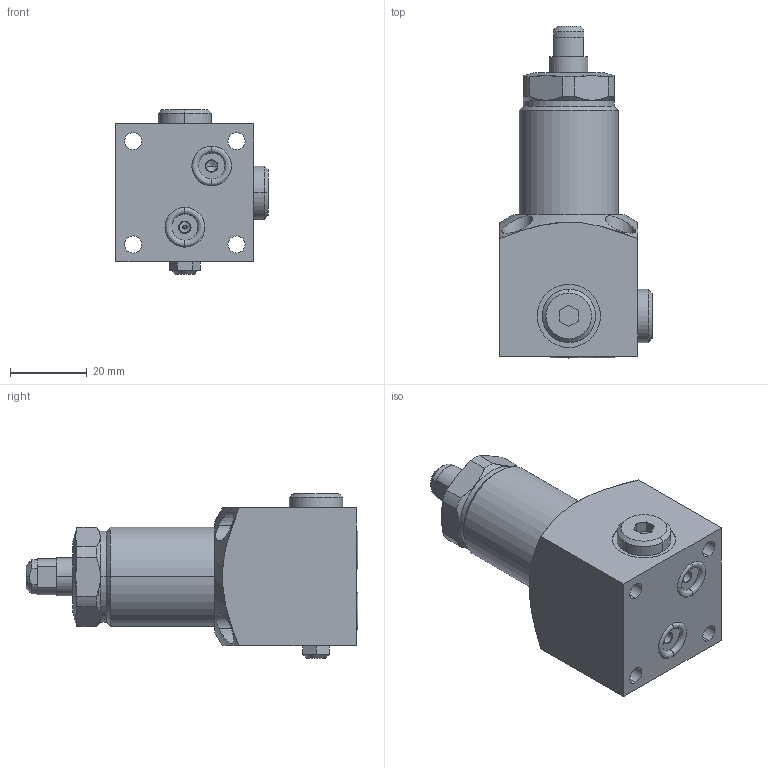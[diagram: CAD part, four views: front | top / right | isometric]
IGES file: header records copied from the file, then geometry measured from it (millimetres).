
Start section:  PTC IGES file: ilcml1061000h.igs
Global section: file name: ilcml1061000h.igs; native system: Creo Parametric by Parametric Technology Corporation; preprocessor: 2013320; author: twa; organization: Unknown; date: 20140715.102702; units: millimetre
Bounding box: 39.75 x 86.7 x 43.07 mm (x, y, z)
Surface area: 15334.7 mm2 (no closed solid volume)
Topology: 0 solids, 0 shells, 172 faces, 794 edges, 784 vertices
Faces by surface type: revolution 106, bspline 66
